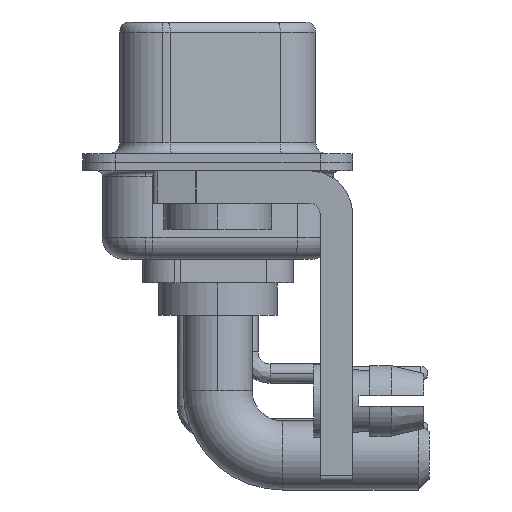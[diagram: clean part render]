
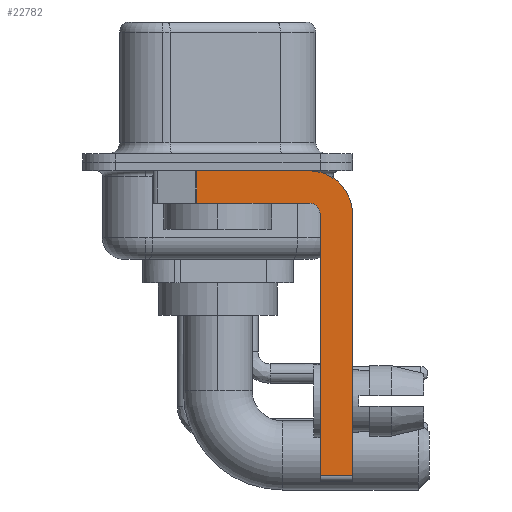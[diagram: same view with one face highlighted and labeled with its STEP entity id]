
A CAD part, left-side view. The second image highlights one B-rep face of the part: STEP entity #22782.
In plain terms, the highlighted planar face has unit normal (-1, 0, 0).
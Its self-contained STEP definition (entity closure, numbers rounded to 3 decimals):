
#329 = CIRCLE ( 'NONE', #3956, 2. ) ;
#740 = VERTEX_POINT ( 'NONE', #4484 ) ;
#912 = DIRECTION ( 'NONE',  ( 1., 0., 0. ) ) ;
#1388 = CARTESIAN_POINT ( 'NONE',  ( -2.9, -4.75, -14.8 ) ) ;
#1922 = EDGE_CURVE ( 'NONE', #740, #21754, #7688, .T. ) ;
#2464 = VERTEX_POINT ( 'NONE', #3057 ) ;
#3057 = CARTESIAN_POINT ( 'NONE',  ( -2.9, -4.25, -1.9 ) ) ;
#3735 = AXIS2_PLACEMENT_3D ( 'NONE', #12213, #19921, #17898 ) ;
#3956 = AXIS2_PLACEMENT_3D ( 'NONE', #22172, #912, #8629 ) ;
#4152 = DIRECTION ( 'NONE',  ( -1., 0., 0. ) ) ;
#4164 = EDGE_CURVE ( 'NONE', #2464, #9733, #14751, .T. ) ;
#4473 = ORIENTED_EDGE ( 'NONE', *, *, #15587, .T. ) ;
#4484 = CARTESIAN_POINT ( 'NONE',  ( -2.9, -6.25, -2.4 ) ) ;
#5573 = CARTESIAN_POINT ( 'NONE',  ( -2.9, 0.978, -1.9 ) ) ;
#5604 = VECTOR ( 'NONE', #20850, 1000. ) ;
#5827 = DIRECTION ( 'NONE',  ( 0., 0., -1. ) ) ;
#6168 = DIRECTION ( 'NONE',  ( 0., 0., 1. ) ) ;
#6191 = VERTEX_POINT ( 'NONE', #24395 ) ;
#6502 = PLANE ( 'NONE',  #3735 ) ;
#6751 = FACE_OUTER_BOUND ( 'NONE', #11153, .T. ) ;
#7470 = CARTESIAN_POINT ( 'NONE',  ( -2.9, -6.25, -14.55 ) ) ;
#7688 = LINE ( 'NONE', #15396, #5604 ) ;
#7864 = VERTEX_POINT ( 'NONE', #19647 ) ;
#8326 = CARTESIAN_POINT ( 'NONE',  ( -2.9, -4.25, -2.4 ) ) ;
#8380 = ORIENTED_EDGE ( 'NONE', *, *, #15189, .T. ) ;
#8629 = DIRECTION ( 'NONE',  ( 0., 0., -1. ) ) ;
#9499 = LINE ( 'NONE', #5573, #15229 ) ;
#9733 = VERTEX_POINT ( 'NONE', #16297 ) ;
#9885 = CIRCLE ( 'NONE', #19177, 0.5 ) ;
#9960 = ORIENTED_EDGE ( 'NONE', *, *, #4164, .F. ) ;
#10029 = VERTEX_POINT ( 'NONE', #11760 ) ;
#10121 = DIRECTION ( 'NONE',  ( 0., 1., 0. ) ) ;
#10351 = VECTOR ( 'NONE', #11452, 1000. ) ;
#11153 = EDGE_LOOP ( 'NONE', ( #20969, #8380, #9960, #21890, #21048, #4473, #14625, #24041 ) ) ;
#11382 = DIRECTION ( 'NONE',  ( 0., -1., 0. ) ) ;
#11390 = LINE ( 'NONE', #1388, #23427 ) ;
#11452 = DIRECTION ( 'NONE',  ( 0., -1., 0. ) ) ;
#11709 = CARTESIAN_POINT ( 'NONE',  ( -2.9, 3., -0.4 ) ) ;
#11760 = CARTESIAN_POINT ( 'NONE',  ( -2.9, -4.75, -14.55 ) ) ;
#12213 = CARTESIAN_POINT ( 'NONE',  ( -2.9, -4.25, -2.4 ) ) ;
#14625 = ORIENTED_EDGE ( 'NONE', *, *, #1922, .F. ) ;
#14751 = LINE ( 'NONE', #23764, #24673 ) ;
#14901 = EDGE_CURVE ( 'NONE', #22013, #6191, #17645, .T. ) ;
#15189 = EDGE_CURVE ( 'NONE', #22013, #9733, #9499, .T. ) ;
#15229 = VECTOR ( 'NONE', #5827, 1000. ) ;
#15396 = CARTESIAN_POINT ( 'NONE',  ( -2.9, -6.25, -2.4 ) ) ;
#15587 = EDGE_CURVE ( 'NONE', #10029, #21754, #17326, .T. ) ;
#16297 = CARTESIAN_POINT ( 'NONE',  ( -2.9, 0.978, -1.9 ) ) ;
#16801 = EDGE_CURVE ( 'NONE', #6191, #740, #329, .T. ) ;
#17326 = LINE ( 'NONE', #20879, #21312 ) ;
#17645 = LINE ( 'NONE', #11709, #10351 ) ;
#17898 = DIRECTION ( 'NONE',  ( 0., 0., -1. ) ) ;
#18642 = EDGE_CURVE ( 'NONE', #10029, #7864, #11390, .T. ) ;
#19177 = AXIS2_PLACEMENT_3D ( 'NONE', #8326, #4152, #6168 ) ;
#19647 = CARTESIAN_POINT ( 'NONE',  ( -2.9, -4.75, -2.4 ) ) ;
#19921 = DIRECTION ( 'NONE',  ( 1., 0., 0. ) ) ;
#20232 = CARTESIAN_POINT ( 'NONE',  ( -2.9, 0.978, -0.4 ) ) ;
#20638 = DIRECTION ( 'NONE',  ( 0., 0., 1. ) ) ;
#20850 = DIRECTION ( 'NONE',  ( 0., 0., -1. ) ) ;
#20879 = CARTESIAN_POINT ( 'NONE',  ( -2.9, -4.25, -14.55 ) ) ;
#20969 = ORIENTED_EDGE ( 'NONE', *, *, #14901, .F. ) ;
#21048 = ORIENTED_EDGE ( 'NONE', *, *, #18642, .F. ) ;
#21312 = VECTOR ( 'NONE', #11382, 1000. ) ;
#21754 = VERTEX_POINT ( 'NONE', #7470 ) ;
#21890 = ORIENTED_EDGE ( 'NONE', *, *, #23493, .F. ) ;
#22013 = VERTEX_POINT ( 'NONE', #20232 ) ;
#22172 = CARTESIAN_POINT ( 'NONE',  ( -2.9, -4.25, -2.4 ) ) ;
#22782 = ADVANCED_FACE ( 'NONE', ( #6751 ), #6502, .F. ) ;
#23427 = VECTOR ( 'NONE', #20638, 1000. ) ;
#23493 = EDGE_CURVE ( 'NONE', #7864, #2464, #9885, .T. ) ;
#23764 = CARTESIAN_POINT ( 'NONE',  ( -2.9, -4.25, -1.9 ) ) ;
#24041 = ORIENTED_EDGE ( 'NONE', *, *, #16801, .F. ) ;
#24395 = CARTESIAN_POINT ( 'NONE',  ( -2.9, -4.25, -0.4 ) ) ;
#24673 = VECTOR ( 'NONE', #10121, 1000. ) ;
